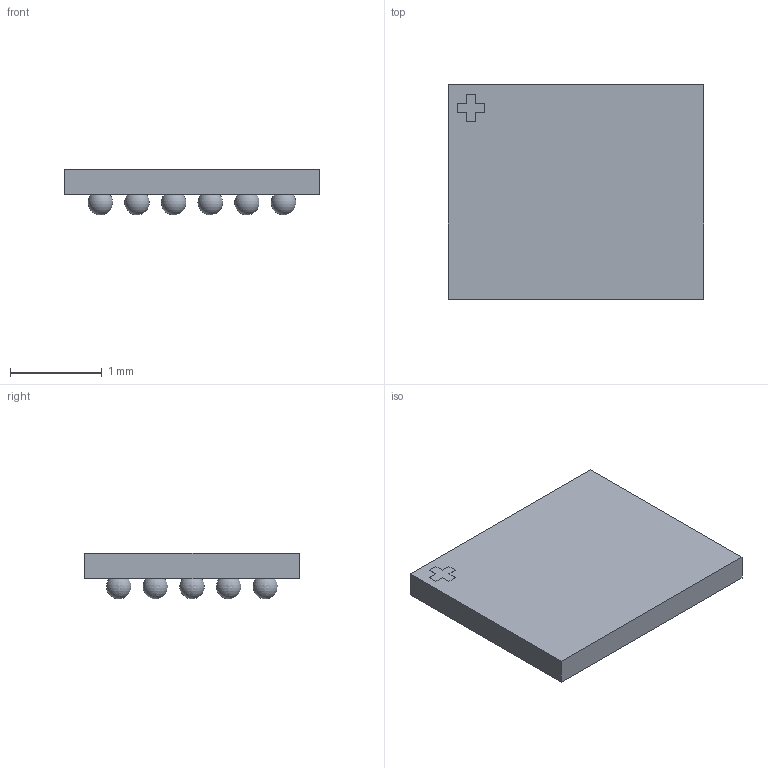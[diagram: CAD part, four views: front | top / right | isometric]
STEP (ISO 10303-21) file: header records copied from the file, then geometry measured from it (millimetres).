
FILE_DESCRIPTION(/* description */ (''),/* implementation_level */ '2;1');
FILE_NAME(/* name */ 'WLCSP-30_2.788x2.338mm_P0.4mm v2.step',/* time_stamp */ '2024-08-19T01:41:49+02:00',/* author */ (''),/* organization */ (''),/* preprocessor_version */ 'ST-DEVELOPER v20',/* originating_system */ 'Autodesk Translation Framework v13.14.0.145',/* authorisation */ '');
FILE_SCHEMA (('AUTOMOTIVE_DESIGN { 1 0 10303 214 3 1 1 }'));
Length unit declared in the file: millimetre
Products named in the file (3): WLCSP-30_2.788x2.338mm_P0.4mm; Array; Body
Assembly tree (2 placements, depth 2):
  WLCSP-30_2.788x2.338mm_P0.4mm
    Array
    Body
Bounding box: 2.79 x 2.34 x 0.5 mm (x, y, z)
Volume: 2.1 mm3; surface area: 22.8 mm2
Topology: 31 solids, 31 shells, 49 faces, 138 edges, 92 vertices
Faces by surface type: sphere 30, plane 19
Entity records: 1369 total; most frequent: CARTESIAN_POINT 225, DIRECTION 218, ORIENTED_EDGE 156, VERTEX_POINT 92, AXIS2_PLACEMENT_3D 85, EDGE_CURVE 78, EDGE_LOOP 50, FACE_OUTER_BOUND 49
